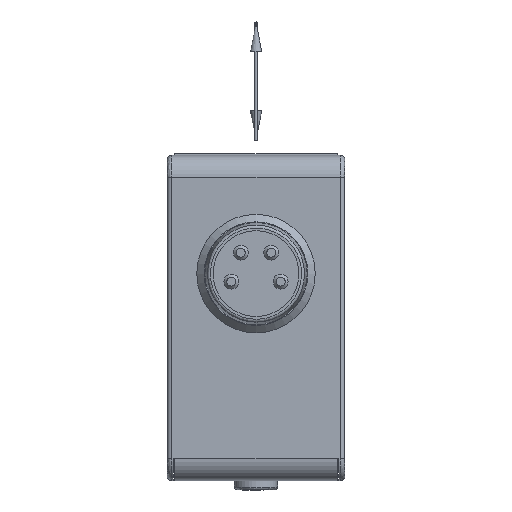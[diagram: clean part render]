
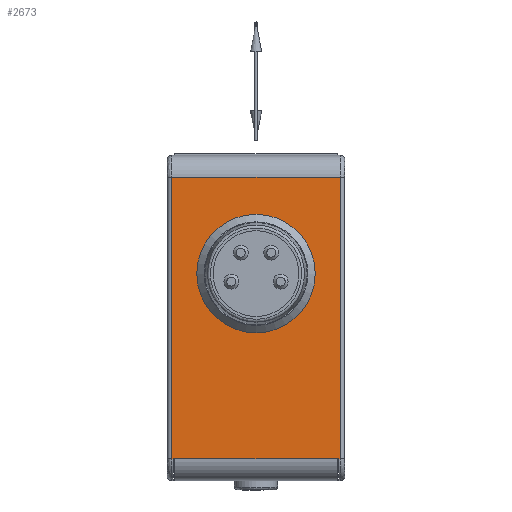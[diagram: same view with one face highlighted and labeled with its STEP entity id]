
A CAD part, left-side view. The second image highlights one B-rep face of the part: STEP entity #2673.
In plain terms, the highlighted planar face has unit normal (-1, 0, 0).
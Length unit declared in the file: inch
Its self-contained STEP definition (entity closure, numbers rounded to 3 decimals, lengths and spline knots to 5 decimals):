
#44 = CARTESIAN_POINT ( 'NONE',  ( -0.62992, 0.22441, 0.31496 ) ) ;
#51 = CARTESIAN_POINT ( 'NONE',  ( -0.62992, -0.22441, 0. ) ) ;
#55 = DIRECTION ( 'NONE',  ( 0., 1., 0. ) ) ;
#190 = VECTOR ( 'NONE', #819, 39.37008 ) ;
#210 = VERTEX_POINT ( 'NONE', #2486 ) ;
#340 = ORIENTED_EDGE ( 'NONE', *, *, #743, .F. ) ;
#468 = VECTOR ( 'NONE', #55, 39.37008 ) ;
#570 = CARTESIAN_POINT ( 'NONE',  ( -0.62992, -0.23622, 0.25591 ) ) ;
#619 = DIRECTION ( 'NONE',  ( -1., 0., 0. ) ) ;
#644 = CARTESIAN_POINT ( 'NONE',  ( -0.62992, 0., -0.15748 ) ) ;
#687 = AXIS2_PLACEMENT_3D ( 'NONE', #4160, #2688, #3043 ) ;
#688 = DIRECTION ( 'NONE',  ( 0., 1., 0. ) ) ;
#743 = EDGE_CURVE ( 'NONE', #1241, #904, #1557, .T. ) ;
#819 = DIRECTION ( 'NONE',  ( 0., 0., 1. ) ) ;
#904 = VERTEX_POINT ( 'NONE', #3502 ) ;
#925 = ORIENTED_EDGE ( 'NONE', *, *, #3925, .F. ) ;
#1011 = EDGE_CURVE ( 'NONE', #3878, #1158, #4709, .T. ) ;
#1047 = EDGE_CURVE ( 'NONE', #904, #4159, #1664, .T. ) ;
#1152 = DIRECTION ( 'NONE',  ( 0., -1., 0. ) ) ;
#1155 = DIRECTION ( 'NONE',  ( 0., 1., 0. ) ) ;
#1158 = VERTEX_POINT ( 'NONE', #3181 ) ;
#1217 = PLANE ( 'NONE',  #687 ) ;
#1241 = VERTEX_POINT ( 'NONE', #2147 ) ;
#1335 = CARTESIAN_POINT ( 'NONE',  ( -0.62992, 0.21654, -0.49213 ) ) ;
#1426 = ORIENTED_EDGE ( 'NONE', *, *, #1011, .F. ) ;
#1511 = CARTESIAN_POINT ( 'NONE',  ( -0.62992, 0.22441, 0.25591 ) ) ;
#1516 = LINE ( 'NONE', #2971, #3691 ) ;
#1527 = DIRECTION ( 'NONE',  ( 0., 1., 0. ) ) ;
#1557 = LINE ( 'NONE', #51, #2846 ) ;
#1561 = LINE ( 'NONE', #2799, #1702 ) ;
#1571 = ORIENTED_EDGE ( 'NONE', *, *, #2371, .F. ) ;
#1664 = LINE ( 'NONE', #3349, #4100 ) ;
#1677 = EDGE_LOOP ( 'NONE', ( #340, #1858, #3987, #1426, #2043, #2780, #925, #4071 ) ) ;
#1702 = VECTOR ( 'NONE', #3130, 39.37008 ) ;
#1707 = DIRECTION ( 'NONE',  ( 0., 0., -1. ) ) ;
#1768 = VERTEX_POINT ( 'NONE', #1511 ) ;
#1789 = VERTEX_POINT ( 'NONE', #644 ) ;
#1816 = CIRCLE ( 'NONE', #4489, 0.15748 ) ;
#1858 = ORIENTED_EDGE ( 'NONE', *, *, #3729, .F. ) ;
#1903 = FACE_OUTER_BOUND ( 'NONE', #1677, .T. ) ;
#2008 = LINE ( 'NONE', #4580, #468 ) ;
#2035 = EDGE_LOOP ( 'NONE', ( #1571 ) ) ;
#2043 = ORIENTED_EDGE ( 'NONE', *, *, #3970, .F. ) ;
#2147 = CARTESIAN_POINT ( 'NONE',  ( -0.62992, -0.22441, 0.25591 ) ) ;
#2239 = VECTOR ( 'NONE', #1152, 39.37008 ) ;
#2371 = EDGE_CURVE ( 'NONE', #1789, #1789, #1816, .T. ) ;
#2374 = CARTESIAN_POINT ( 'NONE',  ( -0.62992, 0., 0. ) ) ;
#2486 = CARTESIAN_POINT ( 'NONE',  ( -0.62992, -0.21654, -0.49213 ) ) ;
#2519 = CARTESIAN_POINT ( 'NONE',  ( -0.62992, -0.23622, -0.49213 ) ) ;
#2618 = FACE_BOUND ( 'NONE', #2035, .T. ) ;
#2665 = EDGE_CURVE ( 'NONE', #210, #2808, #1516, .T. ) ;
#2673 = ADVANCED_FACE ( 'NONE', ( #2618, #1903 ), #1217, .F. ) ;
#2688 = DIRECTION ( 'NONE',  ( 1., 0., 0. ) ) ;
#2780 = ORIENTED_EDGE ( 'NONE', *, *, #2665, .F. ) ;
#2799 = CARTESIAN_POINT ( 'NONE',  ( -0.62992, -0.23622, -0.49213 ) ) ;
#2808 = VERTEX_POINT ( 'NONE', #1335 ) ;
#2846 = VECTOR ( 'NONE', #4441, 39.37008 ) ;
#2971 = CARTESIAN_POINT ( 'NONE',  ( -0.62992, -0.23622, -0.49213 ) ) ;
#3043 = DIRECTION ( 'NONE',  ( 0., 0., -1. ) ) ;
#3130 = DIRECTION ( 'NONE',  ( 0., 1., 0. ) ) ;
#3181 = CARTESIAN_POINT ( 'NONE',  ( -0.62992, 0.22441, -0.49213 ) ) ;
#3349 = CARTESIAN_POINT ( 'NONE',  ( -0.62992, -0.23622, -0.49213 ) ) ;
#3473 = VECTOR ( 'NONE', #688, 39.37008 ) ;
#3502 = CARTESIAN_POINT ( 'NONE',  ( -0.62992, -0.22441, -0.49213 ) ) ;
#3621 = LINE ( 'NONE', #570, #2239 ) ;
#3691 = VECTOR ( 'NONE', #1155, 39.37008 ) ;
#3729 = EDGE_CURVE ( 'NONE', #1768, #1241, #3621, .T. ) ;
#3863 = CARTESIAN_POINT ( 'NONE',  ( -0.62992, 0.22047, -0.49213 ) ) ;
#3878 = VERTEX_POINT ( 'NONE', #3863 ) ;
#3925 = EDGE_CURVE ( 'NONE', #4159, #210, #1561, .T. ) ;
#3970 = EDGE_CURVE ( 'NONE', #2808, #3878, #2008, .T. ) ;
#3987 = ORIENTED_EDGE ( 'NONE', *, *, #4228, .F. ) ;
#4071 = ORIENTED_EDGE ( 'NONE', *, *, #1047, .F. ) ;
#4080 = LINE ( 'NONE', #44, #190 ) ;
#4100 = VECTOR ( 'NONE', #1527, 39.37008 ) ;
#4159 = VERTEX_POINT ( 'NONE', #4455 ) ;
#4160 = CARTESIAN_POINT ( 'NONE',  ( -0.62992, -0.23622, 0.31496 ) ) ;
#4228 = EDGE_CURVE ( 'NONE', #1158, #1768, #4080, .T. ) ;
#4441 = DIRECTION ( 'NONE',  ( 0., 0., -1. ) ) ;
#4455 = CARTESIAN_POINT ( 'NONE',  ( -0.62992, -0.22047, -0.49213 ) ) ;
#4489 = AXIS2_PLACEMENT_3D ( 'NONE', #2374, #619, #1707 ) ;
#4580 = CARTESIAN_POINT ( 'NONE',  ( -0.62992, -0.23622, -0.49213 ) ) ;
#4709 = LINE ( 'NONE', #2519, #3473 ) ;
